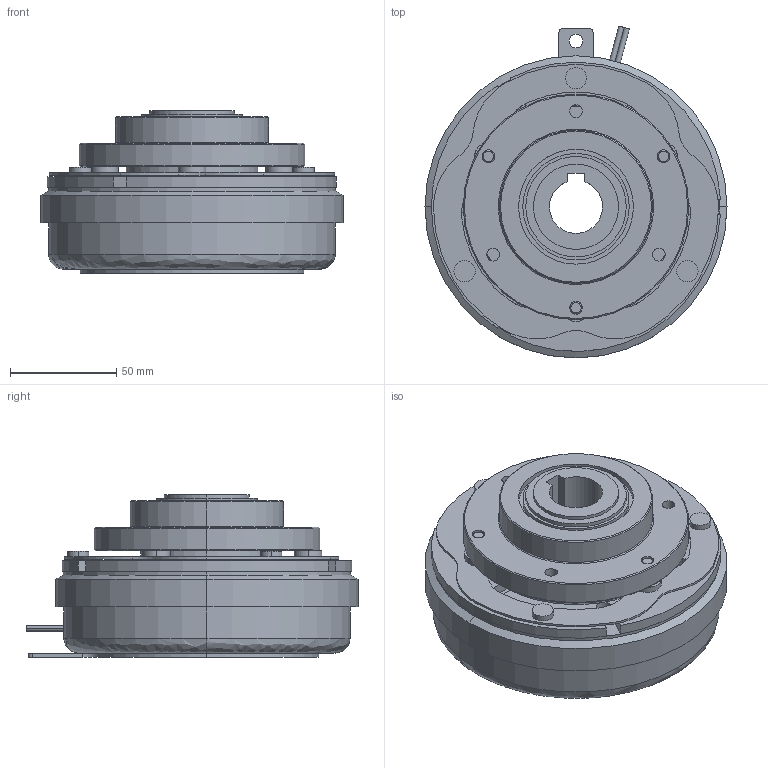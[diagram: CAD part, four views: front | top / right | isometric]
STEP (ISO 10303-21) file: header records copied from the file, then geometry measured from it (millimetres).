
FILE_DESCRIPTION (( 'STEP AP203' ), '1' );
FILE_NAME ('VCEH 5P_23676500.STEP', '2016-05-26T02:40:43', ( ' ' ), ( '' ), 'SwSTEP 2.0', 'SolidWorks 2009', '' );
FILE_SCHEMA (( 'CONFIG_CONTROL_DESIGN' ));
Length unit declared in the file: millimetre
Products named in the file (1): VCEH 5P_23676500
Bounding box: 142 x 156.05 x 76.5 mm (x, y, z)
Volume: 756661.6 mm3; surface area: 116672.3 mm2
Topology: 3 solids, 6 shells, 351 faces, 863 edges, 542 vertices
Faces by surface type: cylinder 192, plane 112, cone 40, bspline 7
Entity records: 10808 total; most frequent: CARTESIAN_POINT 2066, DIRECTION 1990, ORIENTED_EDGE 1702, EDGE_CURVE 851, AXIS2_PLACEMENT_3D 806, VERTEX_POINT 542, CIRCLE 461, EDGE_LOOP 421
